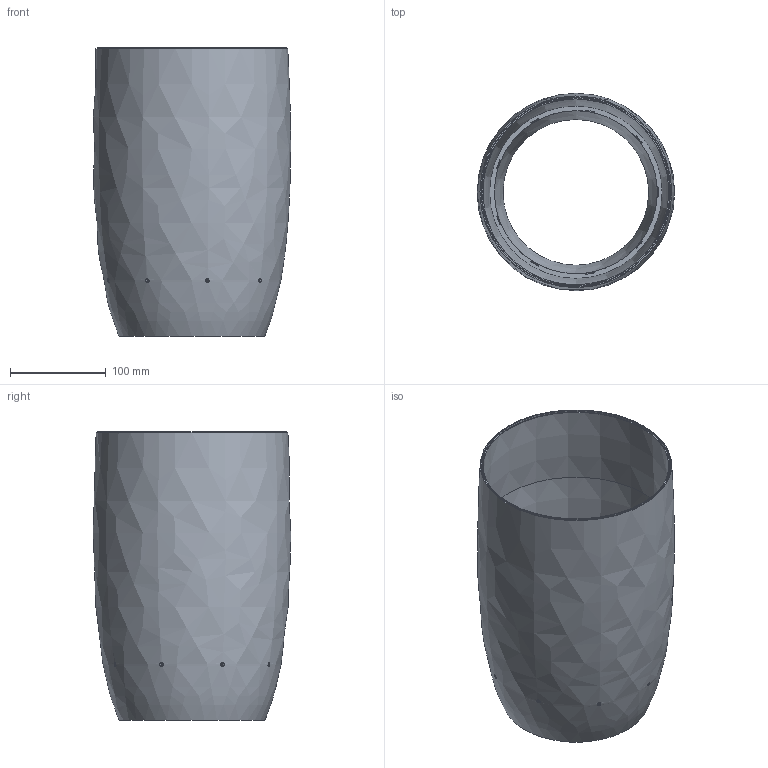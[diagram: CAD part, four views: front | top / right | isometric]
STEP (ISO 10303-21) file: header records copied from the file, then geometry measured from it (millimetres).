
FILE_DESCRIPTION(('FreeCAD Model'),'2;1');
FILE_NAME('Open CASCADE Shape Model','2024-05-12T09:47:54',('Author'),( ''),'Open CASCADE STEP processor 7.6','FreeCAD','Unknown');
FILE_SCHEMA(('AUTOMOTIVE_DESIGN { 1 0 10303 214 1 1 1 1 }'));
Length unit declared in the file: millimetre
Products named in the file (2): Rear-Outer-Cover; Body081
Assembly tree (1 placements, depth 2):
  Rear-Outer-Cover
    Body081
Bounding box: 205.71 x 205.99 x 300.9 mm (x, y, z)
Volume: 712949.3 mm3; surface area: 369927.4 mm2
Topology: 1 solids, 1 shells, 143 faces, 358 edges, 219 vertices
Faces by surface type: cylinder 73, plane 56, bspline 9, cone 4, revolution 1
Full cylindrical faces by diameter (mm): 2 x9, 196.2 x1, 197.8 x1
Entity records: 7444 total; most frequent: CARTESIAN_POINT 4039, ORIENTED_EDGE 716, DIRECTION 667, EDGE_CURVE 358, AXIS2_PLACEMENT_3D 237, VERTEX_POINT 219, LINE 192, VECTOR 192
